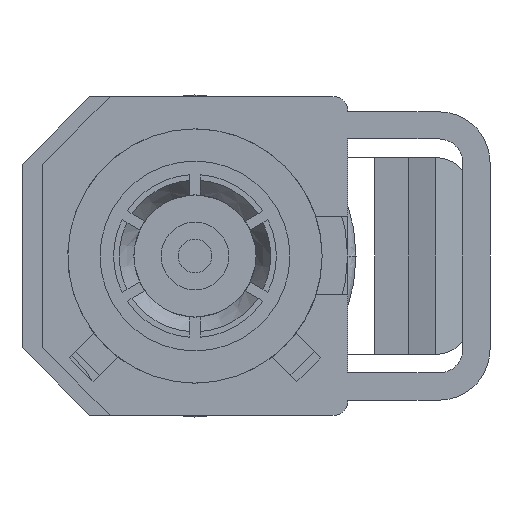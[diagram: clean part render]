
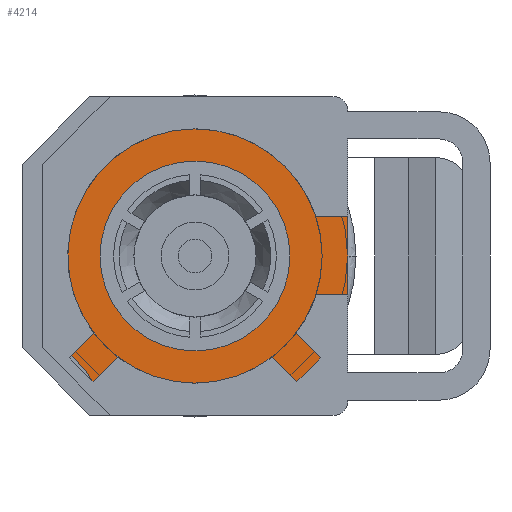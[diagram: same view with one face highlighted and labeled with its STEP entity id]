
A CAD part, front view. The second image highlights one B-rep face of the part: STEP entity #4214.
In plain terms, the highlighted planar face has unit normal (0, 1, 0).
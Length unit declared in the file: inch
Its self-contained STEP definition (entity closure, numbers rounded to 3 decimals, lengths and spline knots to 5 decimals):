
#11 = CARTESIAN_POINT ( 'NONE',  ( 0.48031, 0.68898, 0.16732 ) ) ;
#89 = ORIENTED_EDGE ( 'NONE', *, *, #8123, .T. ) ;
#96 = DIRECTION ( 'NONE',  ( 0., -1., 0. ) ) ;
#104 = CIRCLE ( 'NONE', #318, 0.11024 ) ;
#127 = CARTESIAN_POINT ( 'NONE',  ( 0.57874, 0.68898, 0.13583 ) ) ;
#150 = LINE ( 'NONE', #127, #5349 ) ;
#221 = VERTEX_POINT ( 'NONE', #2665 ) ;
#258 = CARTESIAN_POINT ( 'NONE',  ( 0.57874, 0.68898, 0.16732 ) ) ;
#259 = CARTESIAN_POINT ( 'NONE',  ( 0.47244, 0.68898, -0.13583 ) ) ;
#277 = PLANE ( 'NONE',  #2922 ) ;
#286 = DIRECTION ( 'NONE',  ( 0., 0., 1. ) ) ;
#318 = AXIS2_PLACEMENT_3D ( 'NONE', #563, #3096, #4411 ) ;
#374 = ORIENTED_EDGE ( 'NONE', *, *, #2586, .F. ) ;
#440 = CIRCLE ( 'NONE', #6437, 0.11024 ) ;
#446 = VECTOR ( 'NONE', #8074, 39.37008 ) ;
#465 = EDGE_LOOP ( 'NONE', ( #2860, #540 ) ) ;
#540 = ORIENTED_EDGE ( 'NONE', *, *, #1088, .T. ) ;
#563 = CARTESIAN_POINT ( 'NONE',  ( 0.29528, 0.68898, 0. ) ) ;
#610 = VERTEX_POINT ( 'NONE', #8259 ) ;
#700 = ORIENTED_EDGE ( 'NONE', *, *, #5756, .F. ) ;
#740 = VERTEX_POINT ( 'NONE', #11 ) ;
#765 = CARTESIAN_POINT ( 'NONE',  ( 0.09449, 0.68898, 0.1063 ) ) ;
#767 = DIRECTION ( 'NONE',  ( 0., -1., 0. ) ) ;
#768 = DIRECTION ( 'NONE',  ( 0., -1., 0. ) ) ;
#777 = VERTEX_POINT ( 'NONE', #1798 ) ;
#821 = CARTESIAN_POINT ( 'NONE',  ( 0.29528, 0.68898, 0.11024 ) ) ;
#850 = CARTESIAN_POINT ( 'NONE',  ( 0.29528, 0.68898, -0.11024 ) ) ;
#879 = VERTEX_POINT ( 'NONE', #3312 ) ;
#882 = AXIS2_PLACEMENT_3D ( 'NONE', #3996, #768, #1592 ) ;
#913 = VECTOR ( 'NONE', #286, 39.37008 ) ;
#1082 = EDGE_CURVE ( 'NONE', #2106, #2856, #4168, .T. ) ;
#1088 = EDGE_CURVE ( 'NONE', #6670, #7686, #104, .T. ) ;
#1098 = DIRECTION ( 'NONE',  ( 0.707, 0., 0.707 ) ) ;
#1146 = VECTOR ( 'NONE', #5303, 39.37008 ) ;
#1284 = DIRECTION ( 'NONE',  ( 1., 0., 0. ) ) ;
#1346 = CARTESIAN_POINT ( 'NONE',  ( 0.47244, 0.68898, -0.16929 ) ) ;
#1378 = VECTOR ( 'NONE', #4536, 39.37008 ) ;
#1383 = ORIENTED_EDGE ( 'NONE', *, *, #6986, .F. ) ;
#1441 = ORIENTED_EDGE ( 'NONE', *, *, #1082, .T. ) ;
#1585 = CARTESIAN_POINT ( 'NONE',  ( 0.48031, 0.68898, -0.13583 ) ) ;
#1592 = DIRECTION ( 'NONE',  ( 0., 0., -1. ) ) ;
#1623 = CARTESIAN_POINT ( 'NONE',  ( 0.48031, 0.68898, -0.18504 ) ) ;
#1652 = EDGE_CURVE ( 'NONE', #777, #2628, #6379, .T. ) ;
#1675 = CARTESIAN_POINT ( 'NONE',  ( 0.09449, 0.68898, -0.1063 ) ) ;
#1738 = LINE ( 'NONE', #258, #2011 ) ;
#1798 = CARTESIAN_POINT ( 'NONE',  ( 0.48031, 0.68898, -0.16732 ) ) ;
#1887 = CARTESIAN_POINT ( 'NONE',  ( 0.57874, 0.68898, -0.13583 ) ) ;
#1979 = EDGE_CURVE ( 'NONE', #7064, #2628, #5553, .T. ) ;
#2011 = VECTOR ( 'NONE', #3499, 39.37008 ) ;
#2067 = ORIENTED_EDGE ( 'NONE', *, *, #5031, .F. ) ;
#2100 = CARTESIAN_POINT ( 'NONE',  ( 0.57874, 0.68898, -0.10827 ) ) ;
#2106 = VERTEX_POINT ( 'NONE', #765 ) ;
#2261 = CARTESIAN_POINT ( 'NONE',  ( 0.47244, 0.68898, -0.16732 ) ) ;
#2407 = ORIENTED_EDGE ( 'NONE', *, *, #3698, .T. ) ;
#2575 = LINE ( 'NONE', #2261, #446 ) ;
#2582 = LINE ( 'NONE', #6558, #7137 ) ;
#2586 = EDGE_CURVE ( 'NONE', #740, #6683, #1738, .T. ) ;
#2615 = EDGE_CURVE ( 'NONE', #879, #740, #4594, .T. ) ;
#2628 = VERTEX_POINT ( 'NONE', #1585 ) ;
#2630 = VECTOR ( 'NONE', #1098, 39.37008 ) ;
#2665 = CARTESIAN_POINT ( 'NONE',  ( 0.09449, 0.68898, -0.1063 ) ) ;
#2682 = CARTESIAN_POINT ( 'NONE',  ( 0.47244, 0.68898, 0.16732 ) ) ;
#2700 = FACE_OUTER_BOUND ( 'NONE', #5682, .T. ) ;
#2754 = CIRCLE ( 'NONE', #882, 0.01575 ) ;
#2856 = VERTEX_POINT ( 'NONE', #7637 ) ;
#2860 = ORIENTED_EDGE ( 'NONE', *, *, #7618, .T. ) ;
#2922 = AXIS2_PLACEMENT_3D ( 'NONE', #2100, #7954, #4075 ) ;
#2928 = CARTESIAN_POINT ( 'NONE',  ( 0.47244, 0.68898, 0.16732 ) ) ;
#3096 = DIRECTION ( 'NONE',  ( 0., -1., 0. ) ) ;
#3102 = LINE ( 'NONE', #259, #7472 ) ;
#3148 = LINE ( 'NONE', #6436, #4081 ) ;
#3183 = VECTOR ( 'NONE', #1284, 39.37008 ) ;
#3247 = DIRECTION ( 'NONE',  ( 0., 0., -1. ) ) ;
#3287 = LINE ( 'NONE', #1346, #1378 ) ;
#3295 = CARTESIAN_POINT ( 'NONE',  ( 0.19685, 0.68898, -0.18504 ) ) ;
#3312 = CARTESIAN_POINT ( 'NONE',  ( 0.48031, 0.68898, 0.13583 ) ) ;
#3499 = DIRECTION ( 'NONE',  ( -1., 0., 0. ) ) ;
#3607 = FACE_BOUND ( 'NONE', #465, .T. ) ;
#3698 = EDGE_CURVE ( 'NONE', #610, #7064, #3102, .T. ) ;
#3860 = DIRECTION ( 'NONE',  ( -1., 0., 0. ) ) ;
#3944 = CARTESIAN_POINT ( 'NONE',  ( 0.45669, 0.68898, -0.16929 ) ) ;
#3991 = LINE ( 'NONE', #2682, #1146 ) ;
#3996 = CARTESIAN_POINT ( 'NONE',  ( 0.45669, 0.68898, 0.16929 ) ) ;
#4002 = DIRECTION ( 'NONE',  ( -1., 0., 0. ) ) ;
#4075 = DIRECTION ( 'NONE',  ( 1., 0., 0. ) ) ;
#4081 = VECTOR ( 'NONE', #6409, 39.37008 ) ;
#4102 = ORIENTED_EDGE ( 'NONE', *, *, #2615, .F. ) ;
#4117 = CARTESIAN_POINT ( 'NONE',  ( 0.47244, 0.68898, -0.16732 ) ) ;
#4168 = LINE ( 'NONE', #4880, #2630 ) ;
#4187 = ORIENTED_EDGE ( 'NONE', *, *, #4491, .F. ) ;
#4214 = ADVANCED_FACE ( 'NONE', ( #2700, #3607 ), #277, .F. ) ;
#4238 = DIRECTION ( 'NONE',  ( 0., 0., 1. ) ) ;
#4411 = DIRECTION ( 'NONE',  ( 0., 0., -1. ) ) ;
#4491 = EDGE_CURVE ( 'NONE', #4710, #5640, #3287, .T. ) ;
#4536 = DIRECTION ( 'NONE',  ( 0., 0., 1. ) ) ;
#4542 = VECTOR ( 'NONE', #5376, 39.37008 ) ;
#4594 = LINE ( 'NONE', #5487, #913 ) ;
#4710 = VERTEX_POINT ( 'NONE', #5277 ) ;
#4847 = DIRECTION ( 'NONE',  ( 0., 0., 1. ) ) ;
#4856 = LINE ( 'NONE', #3295, #4542 ) ;
#4880 = CARTESIAN_POINT ( 'NONE',  ( 0.09449, 0.68898, 0.1063 ) ) ;
#4952 = EDGE_CURVE ( 'NONE', #7431, #4710, #6840, .T. ) ;
#5031 = EDGE_CURVE ( 'NONE', #5915, #2856, #2582, .T. ) ;
#5063 = EDGE_CURVE ( 'NONE', #879, #610, #150, .T. ) ;
#5254 = DIRECTION ( 'NONE',  ( 0., 0., -1. ) ) ;
#5274 = CARTESIAN_POINT ( 'NONE',  ( 0.29528, 0.68898, 0. ) ) ;
#5277 = CARTESIAN_POINT ( 'NONE',  ( 0.47244, 0.68898, -0.16929 ) ) ;
#5303 = DIRECTION ( 'NONE',  ( 0., 0., 1. ) ) ;
#5318 = EDGE_CURVE ( 'NONE', #5640, #777, #2575, .T. ) ;
#5349 = VECTOR ( 'NONE', #4002, 39.37008 ) ;
#5376 = DIRECTION ( 'NONE',  ( 1., 0., 0. ) ) ;
#5487 = CARTESIAN_POINT ( 'NONE',  ( 0.48031, 0.68898, -0.18504 ) ) ;
#5526 = VECTOR ( 'NONE', #4847, 39.37008 ) ;
#5553 = LINE ( 'NONE', #1887, #3183 ) ;
#5575 = CARTESIAN_POINT ( 'NONE',  ( 0.17323, 0.68898, -0.18504 ) ) ;
#5631 = DIRECTION ( 'NONE',  ( 0., 0., -1. ) ) ;
#5640 = VERTEX_POINT ( 'NONE', #4117 ) ;
#5682 = EDGE_LOOP ( 'NONE', ( #1441, #2067, #700, #5886, #374, #4102, #6814, #2407, #6231, #5690, #6103, #4187, #6054, #1383, #89, #6035 ) ) ;
#5690 = ORIENTED_EDGE ( 'NONE', *, *, #1652, .F. ) ;
#5756 = EDGE_CURVE ( 'NONE', #6284, #5915, #2754, .T. ) ;
#5774 = EDGE_CURVE ( 'NONE', #221, #2106, #5825, .T. ) ;
#5825 = LINE ( 'NONE', #1675, #5526 ) ;
#5838 = CARTESIAN_POINT ( 'NONE',  ( 0.45669, 0.68898, -0.18504 ) ) ;
#5886 = ORIENTED_EDGE ( 'NONE', *, *, #7569, .F. ) ;
#5915 = VERTEX_POINT ( 'NONE', #8065 ) ;
#6035 = ORIENTED_EDGE ( 'NONE', *, *, #5774, .T. ) ;
#6054 = ORIENTED_EDGE ( 'NONE', *, *, #4952, .F. ) ;
#6103 = ORIENTED_EDGE ( 'NONE', *, *, #5318, .F. ) ;
#6231 = ORIENTED_EDGE ( 'NONE', *, *, #1979, .T. ) ;
#6284 = VERTEX_POINT ( 'NONE', #7109 ) ;
#6379 = LINE ( 'NONE', #1623, #7687 ) ;
#6409 = DIRECTION ( 'NONE',  ( -0.707, 0., 0.707 ) ) ;
#6436 = CARTESIAN_POINT ( 'NONE',  ( 0.17323, 0.68898, -0.18504 ) ) ;
#6437 = AXIS2_PLACEMENT_3D ( 'NONE', #5274, #767, #3247 ) ;
#6558 = CARTESIAN_POINT ( 'NONE',  ( 0.45669, 0.68898, 0.18504 ) ) ;
#6670 = VERTEX_POINT ( 'NONE', #821 ) ;
#6683 = VERTEX_POINT ( 'NONE', #2928 ) ;
#6715 = VERTEX_POINT ( 'NONE', #5575 ) ;
#6814 = ORIENTED_EDGE ( 'NONE', *, *, #5063, .T. ) ;
#6840 = CIRCLE ( 'NONE', #8394, 0.01575 ) ;
#6986 = EDGE_CURVE ( 'NONE', #6715, #7431, #4856, .T. ) ;
#7064 = VERTEX_POINT ( 'NONE', #7201 ) ;
#7109 = CARTESIAN_POINT ( 'NONE',  ( 0.47244, 0.68898, 0.16929 ) ) ;
#7137 = VECTOR ( 'NONE', #3860, 39.37008 ) ;
#7201 = CARTESIAN_POINT ( 'NONE',  ( 0.47244, 0.68898, -0.13583 ) ) ;
#7431 = VERTEX_POINT ( 'NONE', #5838 ) ;
#7472 = VECTOR ( 'NONE', #5631, 39.37008 ) ;
#7569 = EDGE_CURVE ( 'NONE', #6683, #6284, #3991, .T. ) ;
#7618 = EDGE_CURVE ( 'NONE', #7686, #6670, #440, .T. ) ;
#7637 = CARTESIAN_POINT ( 'NONE',  ( 0.17323, 0.68898, 0.18504 ) ) ;
#7686 = VERTEX_POINT ( 'NONE', #850 ) ;
#7687 = VECTOR ( 'NONE', #4238, 39.37008 ) ;
#7954 = DIRECTION ( 'NONE',  ( 0., -1., 0. ) ) ;
#8065 = CARTESIAN_POINT ( 'NONE',  ( 0.45669, 0.68898, 0.18504 ) ) ;
#8074 = DIRECTION ( 'NONE',  ( 1., 0., 0. ) ) ;
#8123 = EDGE_CURVE ( 'NONE', #6715, #221, #3148, .T. ) ;
#8259 = CARTESIAN_POINT ( 'NONE',  ( 0.47244, 0.68898, 0.13583 ) ) ;
#8394 = AXIS2_PLACEMENT_3D ( 'NONE', #3944, #96, #5254 ) ;
